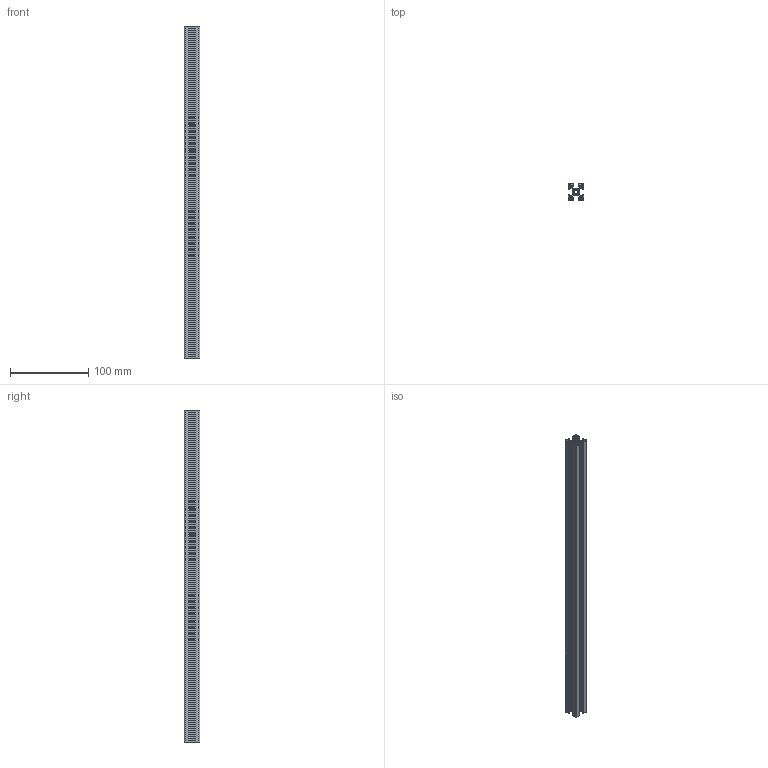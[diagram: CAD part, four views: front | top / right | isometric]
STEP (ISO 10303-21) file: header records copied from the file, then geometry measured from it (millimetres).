
FILE_DESCRIPTION (( 'STEP AP214' ), '1' );
FILE_NAME ('222LB Ïðîôèëü êîíñòðóêöèîííûé 20õ20L (Àí. ÷åðíûé).STEP', '2025-11-13T06:20:04', ( '' ), ( '' ), 'SwSTEP 2.0', 'SolidWorks 2025', '' );
FILE_SCHEMA (( 'AUTOMOTIVE_DESIGN' ));
Length unit declared in the file: millimetre
Products named in the file (1): 222LB Профиль конструкционный 20х20L (Ан. черный)
Bounding box: 20 x 20 x 425.5 mm (x, y, z)
Volume: 60465.4 mm3; surface area: 89050.8 mm2
Topology: 1 solids, 1 shells, 195 faces, 579 edges, 386 vertices
Faces by surface type: cylinder 105, plane 90
Entity records: 8791 total; most frequent: DIRECTION 1181, CARTESIAN_POINT 1161, ORIENTED_EDGE 1158, EDGE_CURVE 579, AXIS2_PLACEMENT_3D 406, VERTEX_POINT 386, VECTOR 369, LINE 369
